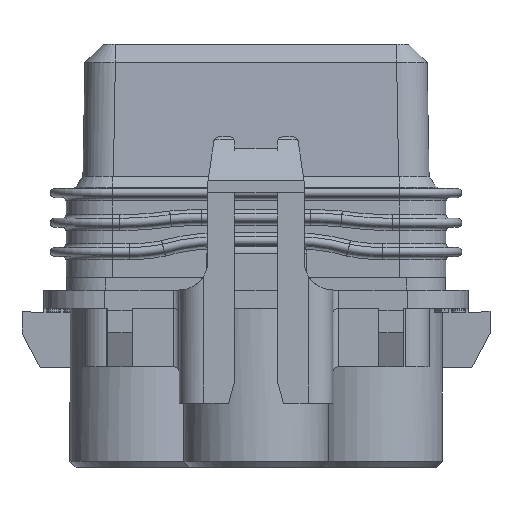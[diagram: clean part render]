
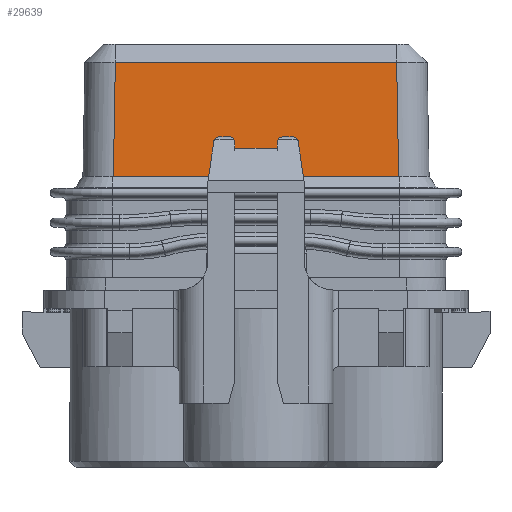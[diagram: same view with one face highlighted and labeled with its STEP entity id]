
A CAD part, top view. The second image highlights one B-rep face of the part: STEP entity #29639.
In plain terms, the highlighted planar face has unit normal (0, 0.018, 1).
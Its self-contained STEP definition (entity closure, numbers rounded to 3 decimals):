
#10818=CARTESIAN_POINT('',(11.556,15.776,14.066));
#10863=DIRECTION('',(1.,0.,0.));
#10864=VECTOR('',#10863,23.441);
#10865=CARTESIAN_POINT('',(-11.72,6.354,
14.23));
#10866=LINE('',#10865,#10864);
#10867=DIRECTION('',(0.017,1.,-0.017));
#10868=VECTOR('',#10867,9.425);
#10869=CARTESIAN_POINT('',(-11.72,6.354,
14.23));
#10870=LINE('',#10869,#10868);
#10871=DIRECTION('',(1.,0.,0.));
#10872=VECTOR('',#10871,23.112);
#10873=CARTESIAN_POINT('',(-11.556,15.776,
14.066));
#10874=LINE('',#10873,#10872);
#10875=DIRECTION('',(-0.017,1.,-0.017));
#10876=VECTOR('',#10875,9.425);
#10877=CARTESIAN_POINT('',(11.72,6.354,14.23));
#10878=LINE('',#10877,#10876);
#10894=CARTESIAN_POINT('',(-11.556,15.776,
14.066));
#13939=VERTEX_POINT('',#10894);
#13954=VERTEX_POINT('',#10818);
#14643=CARTESIAN_POINT('',(-11.72,6.354,
14.23));
#14644=CARTESIAN_POINT('',(11.72,6.354,14.23));
#14645=VERTEX_POINT('',#14643);
#14646=VERTEX_POINT('',#14644);
#29626=CARTESIAN_POINT('',(16.011,-1.95,14.375));
#29627=DIRECTION('',(0.,-0.017,-1.));
#29628=DIRECTION('',(1.,0.,0.));
#29629=AXIS2_PLACEMENT_3D('',#29626,#29627,#29628);
#29630=PLANE('',#29629);
#29631=ORIENTED_EDGE('',*,*,#29614,.F.);
#29633=ORIENTED_EDGE('',*,*,#29632,.T.);
#29635=ORIENTED_EDGE('',*,*,#29634,.T.);
#29636=ORIENTED_EDGE('',*,*,#29572,.F.);
#29637=EDGE_LOOP('',(#29631,#29633,#29635,#29636));
#29638=FACE_OUTER_BOUND('',#29637,.F.);
#29639=ADVANCED_FACE('',(#29638),#29630,.F.);
#29572=EDGE_CURVE('',#14646,#13954,#10878,.T.);
#29614=EDGE_CURVE('',#14645,#14646,#10866,.T.);
#29632=EDGE_CURVE('',#14645,#13939,#10870,.T.);
#29634=EDGE_CURVE('',#13939,#13954,#10874,.T.);
